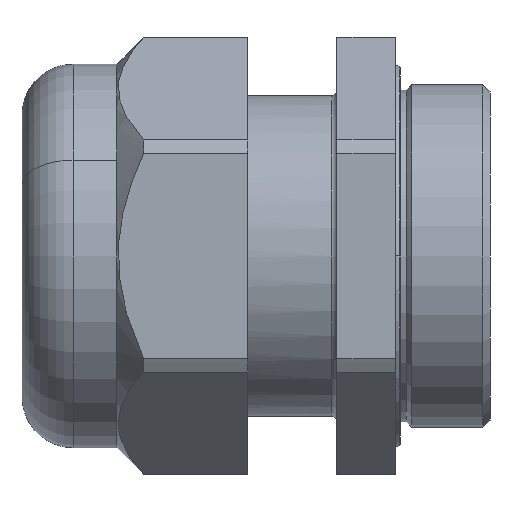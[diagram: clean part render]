
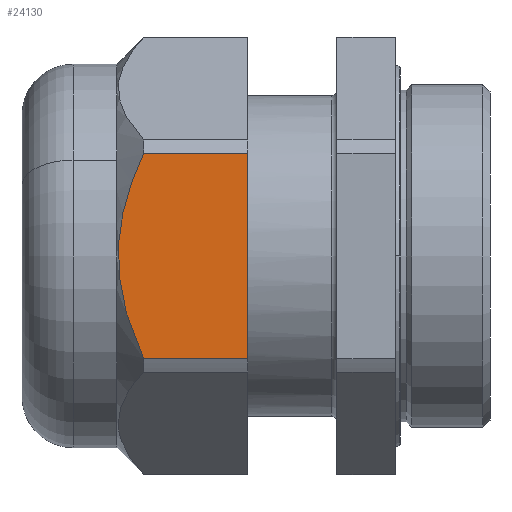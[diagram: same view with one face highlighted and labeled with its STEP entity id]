
A CAD part, left-side view. The second image highlights one B-rep face of the part: STEP entity #24130.
In plain terms, the highlighted face is planar.
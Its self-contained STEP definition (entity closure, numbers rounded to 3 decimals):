
#509 = CARTESIAN_POINT ( 'NONE',  ( -29.981, 0., -1.072 ) ) ;
#689 = VERTEX_POINT ( 'NONE', #509 ) ;
#1030 = EDGE_CURVE ( 'NONE', #1122, #27934, #5449, .T. ) ;
#1122 = VERTEX_POINT ( 'NONE', #28357 ) ;
#1599 = LINE ( 'NONE', #25733, #20105 ) ;
#1773 = DIRECTION ( 'NONE',  ( 0., -1., 0. ) ) ;
#1838 = DIRECTION ( 'NONE',  ( 0.866, 0., 0.5 ) ) ;
#2292 = LINE ( 'NONE', #26628, #8774 ) ;
#2492 = DIRECTION ( 'NONE',  ( -0.5, 0., 0.866 ) ) ;
#3018 = ORIENTED_EDGE ( 'NONE', *, *, #7778, .T. ) ;
#3421 = CARTESIAN_POINT ( 'NONE',  ( -27.997, 15.947, -4.508 ) ) ;
#3841 = CARTESIAN_POINT ( 'NONE',  ( -27.706, 16.149, -5.011 ) ) ;
#4290 = ORIENTED_EDGE ( 'NONE', *, *, #27808, .T. ) ;
#4357 = CARTESIAN_POINT ( 'NONE',  ( -21.717, 17.693, -15.385 ) ) ;
#5179 = CARTESIAN_POINT ( 'NONE',  ( -24.167, 17.801, -11.141 ) ) ;
#5429 = EDGE_LOOP ( 'NONE', ( #6356, #4290, #22889, #3018 ) ) ;
#5449 = B_SPLINE_CURVE_WITH_KNOTS ( 'NONE', 3,
 ( #23694, #10363, #29619, #25965, #6161, #30184, #4357, #6794, #15762, #5179, #12265, #12374, #17564, #3841, #3421, #23597, #27745, #22261 ),
 .UNSPECIFIED., .F., .F.,
 ( 4, 2, 2, 2, 2, 2, 2, 2, 4 ),
 ( 0., 0.007, 0.011, 0.013, 0.014, 0.022, 0.024, 0.025, 0.029 ),
 .UNSPECIFIED. ) ;
#6161 = CARTESIAN_POINT ( 'NONE',  ( -20.507, 17.38, -17.481 ) ) ;
#6356 = ORIENTED_EDGE ( 'NONE', *, *, #1030, .F. ) ;
#6794 = CARTESIAN_POINT ( 'NONE',  ( -22.332, 17.778, -14.319 ) ) ;
#7778 = EDGE_CURVE ( 'NONE', #689, #27934, #8693, .T. ) ;
#8693 = LINE ( 'NONE', #18637, #26263 ) ;
#8774 = VECTOR ( 'NONE', #2492, 1000. ) ;
#9050 = CARTESIAN_POINT ( 'NONE',  ( -15.3, 18., -26.5 ) ) ;
#10363 = CARTESIAN_POINT ( 'NONE',  ( -17.028, 15.34, -23.507 ) ) ;
#11176 = FACE_OUTER_BOUND ( 'NONE', #5429, .T. ) ;
#11481 = PLANE ( 'NONE',  #22816 ) ;
#12265 = CARTESIAN_POINT ( 'NONE',  ( -25.363, 17.46, -9.07 ) ) ;
#12374 = CARTESIAN_POINT ( 'NONE',  ( -26.831, 16.692, -6.527 ) ) ;
#15762 = CARTESIAN_POINT ( 'NONE',  ( -22.64, 17.8, -13.786 ) ) ;
#17564 = CARTESIAN_POINT ( 'NONE',  ( -27.124, 16.522, -6.02 ) ) ;
#18637 = CARTESIAN_POINT ( 'NONE',  ( -29.981, -0.001, -1.072 ) ) ;
#18725 = DIRECTION ( 'NONE',  ( 0.5, 0., -0.866 ) ) ;
#20105 = VECTOR ( 'NONE', #1773, 1000. ) ;
#21046 = DIRECTION ( 'NONE',  ( 0., 1., 0. ) ) ;
#21282 = CARTESIAN_POINT ( 'NONE',  ( -29.981, 14.3, -1.072 ) ) ;
#22261 = CARTESIAN_POINT ( 'NONE',  ( -29.981, 14.3, -1.072 ) ) ;
#22816 = AXIS2_PLACEMENT_3D ( 'NONE', #9050, #1838, #18725 ) ;
#22889 = ORIENTED_EDGE ( 'NONE', *, *, #30177, .T. ) ;
#23597 = CARTESIAN_POINT ( 'NONE',  ( -28.86, 15.303, -3.013 ) ) ;
#23694 = CARTESIAN_POINT ( 'NONE',  ( -15.918, 14.3, -25.428 ) ) ;
#24130 = ADVANCED_FACE ( 'NONE', ( #11176 ), #11481, .F. ) ;
#24398 = VERTEX_POINT ( 'NONE', #29133 ) ;
#25733 = CARTESIAN_POINT ( 'NONE',  ( -15.918, -0.001, -25.428 ) ) ;
#25965 = CARTESIAN_POINT ( 'NONE',  ( -19.914, 17.137, -18.509 ) ) ;
#26263 = VECTOR ( 'NONE', #21046, 1000. ) ;
#26628 = CARTESIAN_POINT ( 'NONE',  ( -15.3, 0., -26.5 ) ) ;
#27745 = CARTESIAN_POINT ( 'NONE',  ( -29.425, 14.822, -2.035 ) ) ;
#27808 = EDGE_CURVE ( 'NONE', #1122, #24398, #1599, .T. ) ;
#27934 = VERTEX_POINT ( 'NONE', #21282 ) ;
#28357 = CARTESIAN_POINT ( 'NONE',  ( -15.918, 14.3, -25.428 ) ) ;
#29133 = CARTESIAN_POINT ( 'NONE',  ( -15.918, 0., -25.428 ) ) ;
#29619 = CARTESIAN_POINT ( 'NONE',  ( -18.161, 16.213, -21.544 ) ) ;
#30177 = EDGE_CURVE ( 'NONE', #24398, #689, #2292, .T. ) ;
#30184 = CARTESIAN_POINT ( 'NONE',  ( -21.413, 17.629, -15.912 ) ) ;
